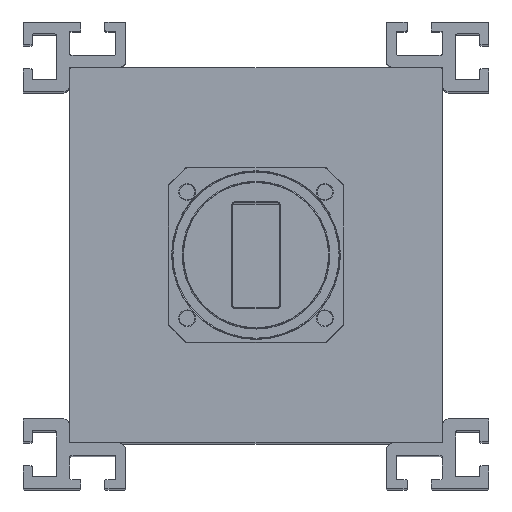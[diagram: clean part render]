
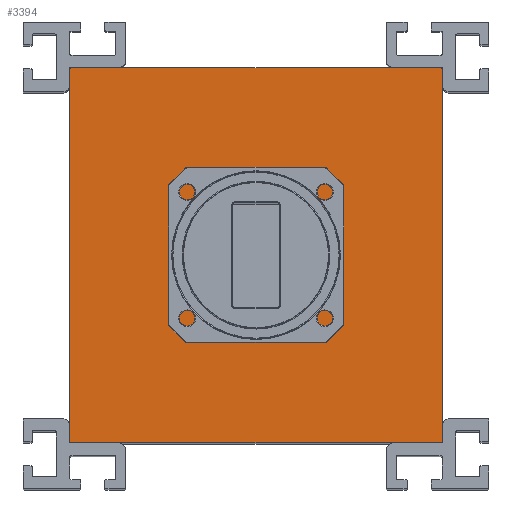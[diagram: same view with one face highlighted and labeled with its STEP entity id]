
A CAD part, top view. The second image highlights one B-rep face of the part: STEP entity #3394.
In plain terms, the highlighted planar face has unit normal (0, 0, 1).
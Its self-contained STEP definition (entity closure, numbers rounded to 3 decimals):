
#199 = CARTESIAN_POINT ( 'NONE',  ( 9.5, 16.7, -33. ) ) ;
#508 = VECTOR ( 'NONE', #13085, 1000. ) ;
#936 = VECTOR ( 'NONE', #8152, 1000. ) ;
#1072 = PLANE ( 'NONE',  #14745 ) ;
#1926 = VECTOR ( 'NONE', #15657, 1000. ) ;
#2210 = CARTESIAN_POINT ( 'NONE',  ( 0., 0., -33. ) ) ;
#2302 = CARTESIAN_POINT ( 'NONE',  ( 9.5, -16.7, -33. ) ) ;
#2673 = VERTEX_POINT ( 'NONE', #14966 ) ;
#3153 = DIRECTION ( 'NONE',  ( 0., -1., 0. ) ) ;
#3176 = CARTESIAN_POINT ( 'NONE',  ( -9.5, -16.7, -33. ) ) ;
#3206 = CARTESIAN_POINT ( 'NONE',  ( 50.65, -51.02, -33. ) ) ;
#3364 = LINE ( 'NONE', #2302, #6288 ) ;
#3394 = ADVANCED_FACE ( 'NONE', ( #9810, #6018 ), #1072, .T. ) ;
#4026 = EDGE_CURVE ( 'NONE', #11367, #2673, #14380, .T. ) ;
#4152 = VECTOR ( 'NONE', #10047, 1000. ) ;
#4266 = EDGE_CURVE ( 'NONE', #12591, #12102, #5798, .T. ) ;
#4308 = LINE ( 'NONE', #9329, #508 ) ;
#4387 = DIRECTION ( 'NONE',  ( 0., 1., 0. ) ) ;
#4519 = CARTESIAN_POINT ( 'NONE',  ( 9.5, -16.7, -33. ) ) ;
#4623 = CARTESIAN_POINT ( 'NONE',  ( -50.65, 51.02, -33. ) ) ;
#4638 = DIRECTION ( 'NONE',  ( 0., 0., 1. ) ) ;
#5081 = VERTEX_POINT ( 'NONE', #199 ) ;
#5129 = EDGE_LOOP ( 'NONE', ( #5280, #5956, #13123, #15784 ) ) ;
#5280 = ORIENTED_EDGE ( 'NONE', *, *, #10412, .F. ) ;
#5493 = LINE ( 'NONE', #8149, #1926 ) ;
#5587 = CARTESIAN_POINT ( 'NONE',  ( -9.5, 16.7, -33. ) ) ;
#5798 = LINE ( 'NONE', #6781, #12160 ) ;
#5956 = ORIENTED_EDGE ( 'NONE', *, *, #4026, .F. ) ;
#6018 = FACE_BOUND ( 'NONE', #5129, .T. ) ;
#6266 = LINE ( 'NONE', #7434, #4152 ) ;
#6288 = VECTOR ( 'NONE', #7361, 1000. ) ;
#6457 = EDGE_LOOP ( 'NONE', ( #15057, #6785, #10271, #12132 ) ) ;
#6781 = CARTESIAN_POINT ( 'NONE',  ( -50.65, -51.02, -33. ) ) ;
#6785 = ORIENTED_EDGE ( 'NONE', *, *, #10276, .T. ) ;
#6832 = EDGE_CURVE ( 'NONE', #7938, #7470, #15695, .T. ) ;
#6976 = CARTESIAN_POINT ( 'NONE',  ( 50.65, -51.02, -33. ) ) ;
#7361 = DIRECTION ( 'NONE',  ( 0., 1., 0. ) ) ;
#7434 = CARTESIAN_POINT ( 'NONE',  ( 9.5, -16.7, -33. ) ) ;
#7470 = VERTEX_POINT ( 'NONE', #11189 ) ;
#7938 = VERTEX_POINT ( 'NONE', #6976 ) ;
#8115 = VERTEX_POINT ( 'NONE', #4519 ) ;
#8149 = CARTESIAN_POINT ( 'NONE',  ( 9.5, 16.7, -33. ) ) ;
#8152 = DIRECTION ( 'NONE',  ( 0., -1., 0. ) ) ;
#8661 = DIRECTION ( 'NONE',  ( 1., 0., 0. ) ) ;
#9329 = CARTESIAN_POINT ( 'NONE',  ( 50.65, -51.02, -33. ) ) ;
#9810 = FACE_OUTER_BOUND ( 'NONE', #6457, .T. ) ;
#10047 = DIRECTION ( 'NONE',  ( 1., 0., 0. ) ) ;
#10271 = ORIENTED_EDGE ( 'NONE', *, *, #6832, .T. ) ;
#10276 = EDGE_CURVE ( 'NONE', #12102, #7938, #4308, .T. ) ;
#10412 = EDGE_CURVE ( 'NONE', #2673, #8115, #6266, .T. ) ;
#11189 = CARTESIAN_POINT ( 'NONE',  ( 50.65, 51.02, -33. ) ) ;
#11258 = EDGE_CURVE ( 'NONE', #8115, #5081, #3364, .T. ) ;
#11367 = VERTEX_POINT ( 'NONE', #5587 ) ;
#11593 = CARTESIAN_POINT ( 'NONE',  ( 50.65, 51.02, -33. ) ) ;
#11731 = VECTOR ( 'NONE', #4387, 1000. ) ;
#12102 = VERTEX_POINT ( 'NONE', #13636 ) ;
#12132 = ORIENTED_EDGE ( 'NONE', *, *, #14014, .T. ) ;
#12160 = VECTOR ( 'NONE', #3153, 1000. ) ;
#12591 = VERTEX_POINT ( 'NONE', #4623 ) ;
#12896 = EDGE_CURVE ( 'NONE', #5081, #11367, #5493, .T. ) ;
#13085 = DIRECTION ( 'NONE',  ( 1., 0., 0. ) ) ;
#13123 = ORIENTED_EDGE ( 'NONE', *, *, #12896, .F. ) ;
#13636 = CARTESIAN_POINT ( 'NONE',  ( -50.65, -51.02, -33. ) ) ;
#14014 = EDGE_CURVE ( 'NONE', #7470, #12591, #15564, .T. ) ;
#14380 = LINE ( 'NONE', #3176, #936 ) ;
#14745 = AXIS2_PLACEMENT_3D ( 'NONE', #2210, #4638, #8661 ) ;
#14785 = VECTOR ( 'NONE', #15379, 1000. ) ;
#14966 = CARTESIAN_POINT ( 'NONE',  ( -9.5, -16.7, -33. ) ) ;
#15057 = ORIENTED_EDGE ( 'NONE', *, *, #4266, .T. ) ;
#15379 = DIRECTION ( 'NONE',  ( -1., 0., 0. ) ) ;
#15564 = LINE ( 'NONE', #11593, #14785 ) ;
#15657 = DIRECTION ( 'NONE',  ( -1., 0., 0. ) ) ;
#15695 = LINE ( 'NONE', #3206, #11731 ) ;
#15784 = ORIENTED_EDGE ( 'NONE', *, *, #11258, .F. ) ;
